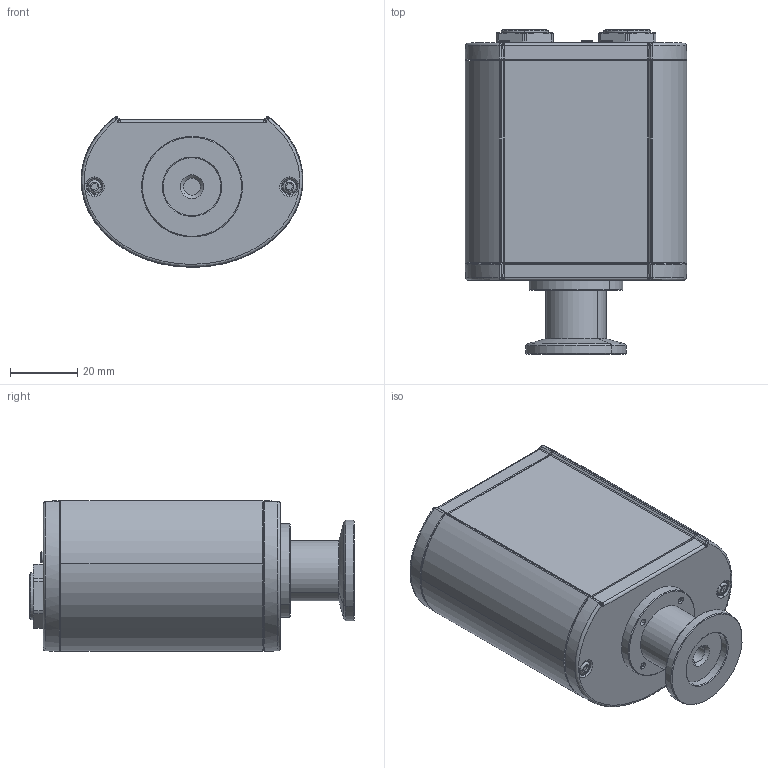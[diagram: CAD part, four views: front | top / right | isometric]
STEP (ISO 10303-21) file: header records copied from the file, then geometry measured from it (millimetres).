
FILE_DESCRIPTION (( 'STEP AP203' ), '1' );
FILE_NAME ('RPT_37_131.STEP', '2013-10-31T14:30:56', ( 'user8' ), ( '' ), 'SwSTEP 2.0', 'SolidWorks 2013', '' );
FILE_SCHEMA (( 'CONFIG_CONTROL_DESIGN' ));
Length unit declared in the file: millimetre
Products named in the file (1): RPT_37_131
Bounding box: 66 x 96.6 x 44.83 mm (x, y, z)
Surface area: 28666.8 mm2 (no closed solid volume)
Topology: 0 solids, 23 shells, 387 faces, 1536 edges, 1172 vertices
Faces by surface type: plane 121, cylinder 111, cone 56, bspline 53, torus 46
Entity records: 19917 total; most frequent: CARTESIAN_POINT 7638, DIRECTION 2528, ORIENTED_EDGE 2301, EDGE_CURVE 1532, VERTEX_POINT 1172, AXIS2_PLACEMENT_3D 967, CIRCLE 632, LINE 594
